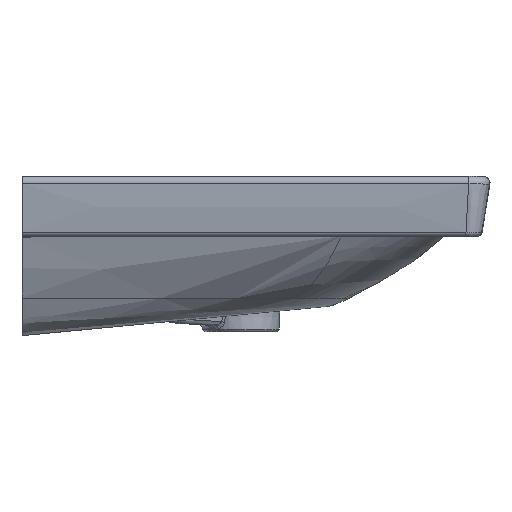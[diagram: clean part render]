
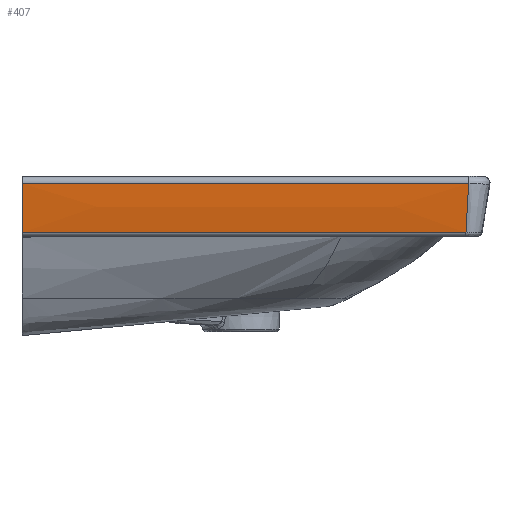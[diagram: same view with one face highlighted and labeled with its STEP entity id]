
A CAD part, left-side view. The second image highlights one B-rep face of the part: STEP entity #407.
In plain terms, the highlighted face is a extrusion surface.
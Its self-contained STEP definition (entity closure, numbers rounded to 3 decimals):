
#407=ADVANCED_FACE('',(#589),#502,.F.);
#502=SURFACE_OF_LINEAR_EXTRUSION('',#2665,#980);
#589=FACE_OUTER_BOUND('',#760,.T.);
#760=EDGE_LOOP('',(#1422,#1423,#1424,#1425,#1426));
#897=LINE('',#18471,#978);
#898=LINE('',#18488,#979);
#978=VECTOR('',#3052,1.);
#979=VECTOR('',#3053,1.);
#980=VECTOR('',#3054,1.);
#1422=ORIENTED_EDGE('',*,*,#2336,.F.);
#1423=ORIENTED_EDGE('',*,*,#2341,.T.);
#1424=ORIENTED_EDGE('',*,*,#2342,.T.);
#1425=ORIENTED_EDGE('',*,*,#2343,.F.);
#1426=ORIENTED_EDGE('',*,*,#2344,.T.);
#2002=VERTEX_POINT('',#18381);
#2003=VERTEX_POINT('',#18396);
#2007=VERTEX_POINT('',#18472);
#2008=VERTEX_POINT('',#18479);
#2009=VERTEX_POINT('',#18487);
#2336=EDGE_CURVE('',#2002,#2003,#2661,.T.);
#2341=EDGE_CURVE('',#2002,#2007,#897,.T.);
#2342=EDGE_CURVE('',#2007,#2008,#2663,.T.);
#2343=EDGE_CURVE('',#2009,#2008,#2664,.T.);
#2344=EDGE_CURVE('',#2009,#2003,#898,.T.);
#2661=B_SPLINE_CURVE_WITH_KNOTS('',3,(#18382,#18383,#18384,#18385,#18386,
#18387,#18388,#18389,#18390,#18391,#18392,#18393,#18394,#18395),
 .UNSPECIFIED.,.F.,.F.,(4,2,2,2,2,2,4),(0.,0.045,0.197,
0.5,0.803,0.955,1.),.UNSPECIFIED.);
#2663=B_SPLINE_CURVE_WITH_KNOTS('',3,(#18473,#18474,#18475,#18476,#18477,
#18478),.UNSPECIFIED.,.F.,.F.,(4,2,4),(0.,0.012,1.),
 .UNSPECIFIED.);
#2664=B_SPLINE_CURVE_WITH_KNOTS('',3,(#18480,#18481,#18482,#18483,#18484,
#18485,#18486),.UNSPECIFIED.,.F.,.F.,(4,1,1,1,4),(0.,0.16,
0.462,0.765,1.),.UNSPECIFIED.);
#2665=B_SPLINE_CURVE_WITH_KNOTS('',3,(#18489,#18490,#18491,#18492,#18493,
#18494,#18495,#18496,#18497,#18498,#18499,#18500,#18501,#18502),
 .UNSPECIFIED.,.F.,.F.,(4,2,2,2,2,2,4),(0.,0.045,0.197,
0.5,0.803,0.955,1.),.UNSPECIFIED.);
#3052=DIRECTION('',(0.,-1.,0.));
#3053=DIRECTION('',(0.,1.,0.));
#3054=DIRECTION('',(0.,-1.,0.));
#18381=CARTESIAN_POINT('',(-295.378,0.,-56.676));
#18382=CARTESIAN_POINT('',(-291.293,0.,-79.178));
#18383=CARTESIAN_POINT('',(-291.562,0.,-77.704));
#18384=CARTESIAN_POINT('',(-291.831,0.,-76.23));
#18385=CARTESIAN_POINT('',(-292.996,0.,-69.838));
#18386=CARTESIAN_POINT('',(-293.893,0.,-64.919));
#18387=CARTESIAN_POINT('',(-296.58,0.,-50.181));
#18388=CARTESIAN_POINT('',(-297.915,0.,-40.276));
#18389=CARTESIAN_POINT('',(-299.67,0.,-20.389));
#18390=CARTESIAN_POINT('',(-300.073,0.,-10.407));
#18391=CARTESIAN_POINT('',(-300.033,0.,4.58));
#18392=CARTESIAN_POINT('',(-300.019,0.,9.58));
#18393=CARTESIAN_POINT('',(-300.002,0.,16.079));
#18394=CARTESIAN_POINT('',(-299.998,0.,17.577));
#18395=CARTESIAN_POINT('',(-299.994,0.,19.076));
#18396=CARTESIAN_POINT('',(-299.999,0.,-7.118));
#18471=CARTESIAN_POINT('',(-295.378,0.,-56.676));
#18472=CARTESIAN_POINT('',(-295.378,-445.68,-56.676));
#18473=CARTESIAN_POINT('',(-295.378,-445.68,-56.676));
#18474=CARTESIAN_POINT('',(-295.378,-445.68,-56.676));
#18475=CARTESIAN_POINT('',(-295.378,-445.681,-56.676));
#18476=CARTESIAN_POINT('',(-295.378,-445.741,-56.676));
#18477=CARTESIAN_POINT('',(-295.378,-445.8,-56.676));
#18478=CARTESIAN_POINT('',(-295.378,-445.86,-56.676));
#18479=CARTESIAN_POINT('',(-295.378,-445.86,-56.676));
#18480=CARTESIAN_POINT('',(-299.996,-448.516,-7.117));
#18481=CARTESIAN_POINT('',(-299.952,-448.374,-9.771));
#18482=CARTESIAN_POINT('',(-299.738,-447.965,-17.448));
#18483=CARTESIAN_POINT('',(-298.928,-447.287,-30.133));
#18484=CARTESIAN_POINT('',(-297.388,-446.544,-44.005));
#18485=CARTESIAN_POINT('',(-296.038,-446.068,-52.831));
#18486=CARTESIAN_POINT('',(-295.378,-445.86,-56.676));
#18487=CARTESIAN_POINT('',(-299.998,-448.516,-7.117));
#18488=CARTESIAN_POINT('',(-299.999,-448.515,-7.118));
#18489=CARTESIAN_POINT('',(-291.293,0.,-79.178));
#18490=CARTESIAN_POINT('',(-291.562,0.,-77.704));
#18491=CARTESIAN_POINT('',(-291.831,0.,-76.23));
#18492=CARTESIAN_POINT('',(-292.996,0.,-69.838));
#18493=CARTESIAN_POINT('',(-293.893,0.,-64.919));
#18494=CARTESIAN_POINT('',(-296.58,0.,-50.181));
#18495=CARTESIAN_POINT('',(-297.915,0.,-40.276));
#18496=CARTESIAN_POINT('',(-299.67,0.,-20.389));
#18497=CARTESIAN_POINT('',(-300.073,0.,-10.407));
#18498=CARTESIAN_POINT('',(-300.033,0.,4.58));
#18499=CARTESIAN_POINT('',(-300.019,0.,9.58));
#18500=CARTESIAN_POINT('',(-300.002,0.,16.079));
#18501=CARTESIAN_POINT('',(-299.998,0.,17.577));
#18502=CARTESIAN_POINT('',(-299.994,0.,19.076));
